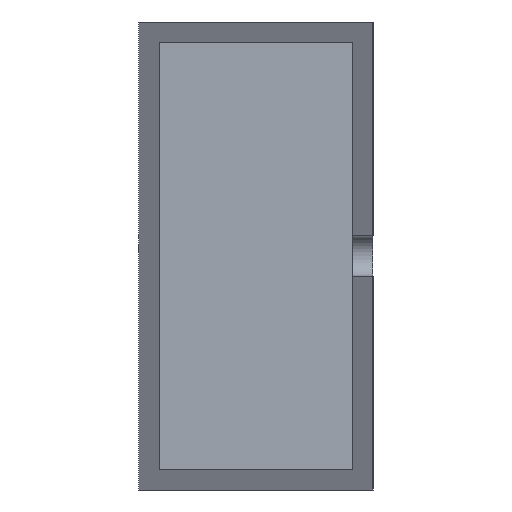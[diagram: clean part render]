
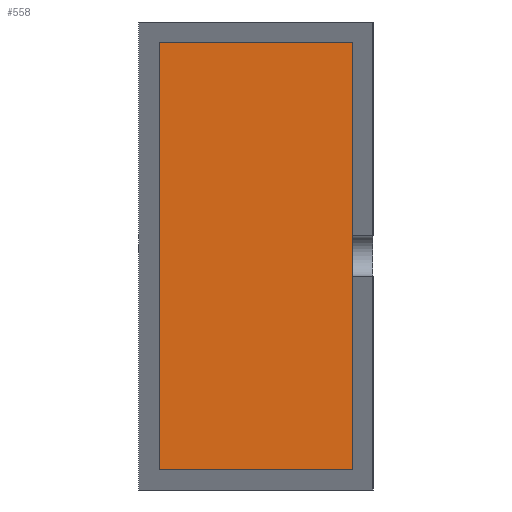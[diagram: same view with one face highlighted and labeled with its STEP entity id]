
A CAD part, left-side view. The second image highlights one B-rep face of the part: STEP entity #558.
In plain terms, the highlighted planar face has unit normal (-1, 0, 0).
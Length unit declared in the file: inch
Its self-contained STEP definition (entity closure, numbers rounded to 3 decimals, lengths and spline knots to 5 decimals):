
#18 = EDGE_CURVE ( 'NONE', #788, #574, #478, .T. ) ;
#36 = VECTOR ( 'NONE', #635, 39.37008 ) ;
#37 = CARTESIAN_POINT ( 'NONE',  ( -3.44488, 0.10236, 1.07874 ) ) ;
#71 = DIRECTION ( 'NONE',  ( 0., 1., 0. ) ) ;
#84 = EDGE_LOOP ( 'NONE', ( #426, #355, #406, #183 ) ) ;
#97 = CARTESIAN_POINT ( 'NONE',  ( -3.44488, 0.10236, -1.07874 ) ) ;
#104 = DIRECTION ( 'NONE',  ( 0., 0., 1. ) ) ;
#116 = EDGE_CURVE ( 'NONE', #574, #508, #925, .T. ) ;
#126 = DIRECTION ( 'NONE',  ( -1., 0., 0. ) ) ;
#181 = CARTESIAN_POINT ( 'NONE',  ( -3.44488, 0., 0. ) ) ;
#183 = ORIENTED_EDGE ( 'NONE', *, *, #116, .T. ) ;
#191 = PLANE ( 'NONE',  #790 ) ;
#195 = DIRECTION ( 'NONE',  ( 0., 0., 1. ) ) ;
#237 = VECTOR ( 'NONE', #71, 39.37008 ) ;
#241 = LINE ( 'NONE', #573, #36 ) ;
#260 = CARTESIAN_POINT ( 'NONE',  ( -3.44488, 1.07874, 1.07874 ) ) ;
#313 = CARTESIAN_POINT ( 'NONE',  ( -3.44488, 0.10236, 1.07874 ) ) ;
#339 = FACE_OUTER_BOUND ( 'NONE', #84, .T. ) ;
#355 = ORIENTED_EDGE ( 'NONE', *, *, #746, .T. ) ;
#406 = ORIENTED_EDGE ( 'NONE', *, *, #18, .T. ) ;
#412 = CARTESIAN_POINT ( 'NONE',  ( -3.44488, 0.10236, -1.07874 ) ) ;
#426 = ORIENTED_EDGE ( 'NONE', *, *, #443, .T. ) ;
#443 = EDGE_CURVE ( 'NONE', #508, #835, #241, .T. ) ;
#478 = LINE ( 'NONE', #313, #237 ) ;
#508 = VERTEX_POINT ( 'NONE', #625 ) ;
#536 = LINE ( 'NONE', #97, #567 ) ;
#539 = DIRECTION ( 'NONE',  ( 0., 0., -1. ) ) ;
#558 = ADVANCED_FACE ( 'NONE', ( #339 ), #191, .T. ) ;
#567 = VECTOR ( 'NONE', #104, 39.37008 ) ;
#573 = CARTESIAN_POINT ( 'NONE',  ( -3.44488, 1.07874, -1.07874 ) ) ;
#574 = VERTEX_POINT ( 'NONE', #260 ) ;
#625 = CARTESIAN_POINT ( 'NONE',  ( -3.44488, 1.07874, -1.07874 ) ) ;
#635 = DIRECTION ( 'NONE',  ( 0., -1., 0. ) ) ;
#711 = VECTOR ( 'NONE', #539, 39.37008 ) ;
#746 = EDGE_CURVE ( 'NONE', #835, #788, #536, .T. ) ;
#788 = VERTEX_POINT ( 'NONE', #37 ) ;
#790 = AXIS2_PLACEMENT_3D ( 'NONE', #181, #126, #195 ) ;
#835 = VERTEX_POINT ( 'NONE', #412 ) ;
#855 = CARTESIAN_POINT ( 'NONE',  ( -3.44488, 1.07874, 1.07874 ) ) ;
#925 = LINE ( 'NONE', #855, #711 ) ;
